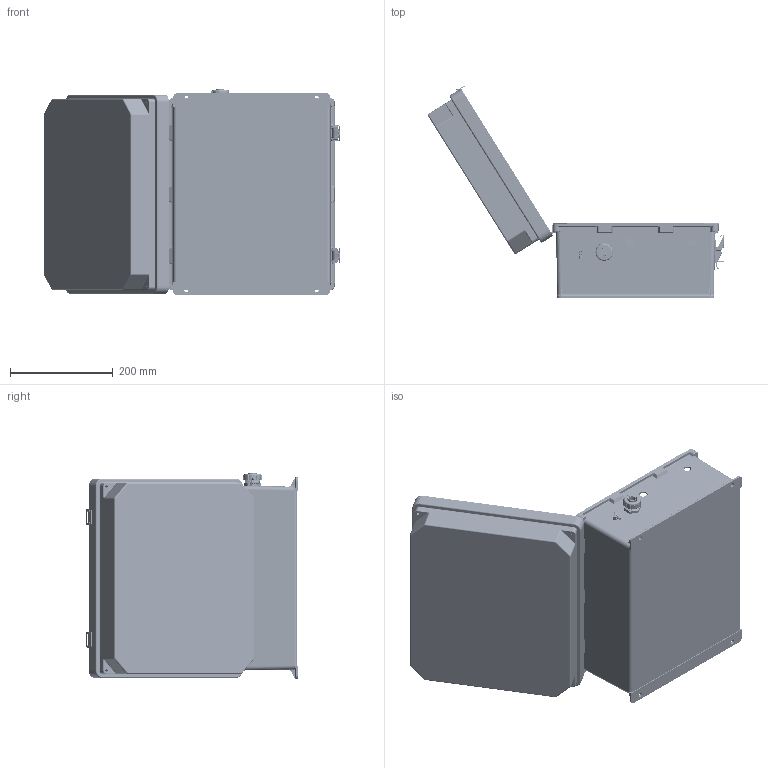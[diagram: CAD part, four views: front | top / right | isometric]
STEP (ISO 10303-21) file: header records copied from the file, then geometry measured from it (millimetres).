
FILE_DESCRIPTION (( 'STEP AP214' ), '1' );
FILE_NAME ('NB141207-1H0_3D.step', '2025-10-28T17:11:05', ( '' ), ( '' ), 'SwSTEP 2.0', 'SolidWorks 2025', '' );
FILE_SCHEMA (( 'AUTOMOTIVE_DESIGN' ));
Length unit declared in the file: inch
Products named in the file (24): XFN-0003; NB141207-DoorClasp-2; XMH-0007; NB141207-DoorClasp-1; XFS-0017; XMH-0010; XF451-01; XC-0003; XFS-0026; XCT-0011; XF797-02; 10-32 NEMA PLATE SCREW; NB141207-Box; XCT-0005; XHIC-HTR110; NB141207-1H0_3D; XCT-0010; NB141207-Hinge; NB141207-Lid-2; NEMA GroundWire-2; XFW-0004; XFN-0013; XFW-0002; XCTB-0002
Assembly tree (42 placements, depth 2):
  NB141207-1H0_3D
    NB141207-Box
    NB141207-Hinge  x2
    NB141207-Lid-2
    NB141207-DoorClasp-1  x2
    NB141207-DoorClasp-2  x2
    XC-0003
    XFS-0026
    XCT-0005
    XFN-0003  x2
    XFW-0002
    XF451-01
    XCT-0010
    XCT-0011
    XCTB-0002
    XFN-0013  x2
    XMH-0010  x2
    10-32 NEMA PLATE SCREW  x4
    XFS-0017  x7
    XF797-02
    XMH-0007  x4
    NEMA GroundWire-2
    XHIC-HTR110
    XFW-0004  x2
Bounding box: 578.07 x 413.05 x 402.37 mm (x, y, z)
Volume: 2559241.6 mm3; surface area: 1431817.8 mm2
Topology: 48 solids, 49 shells, 4959 faces, 12191 edges, 7367 vertices
Faces by surface type: plane 1676, cylinder 1366, cone 1325, torus 386, bspline 182, sphere 24
Entity records: 104049 total; most frequent: CARTESIAN_POINT 25884, DIRECTION 16489, ORIENTED_EDGE 16192, EDGE_CURVE 8096, AXIS2_PLACEMENT_3D 6144, VERTEX_POINT 4983, VECTOR 4201, LINE 4201
